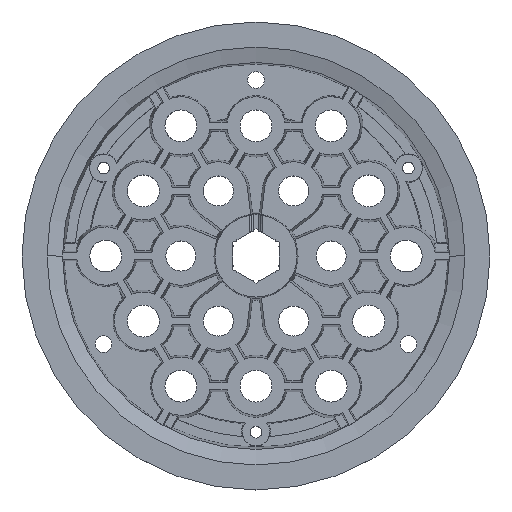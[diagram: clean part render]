
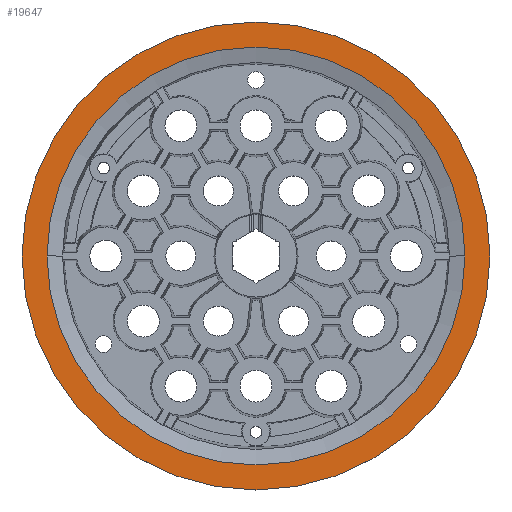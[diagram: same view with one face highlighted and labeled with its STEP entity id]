
A CAD part, top view. The second image highlights one B-rep face of the part: STEP entity #19647.
In plain terms, the highlighted planar face has unit normal (0, 0, 1).
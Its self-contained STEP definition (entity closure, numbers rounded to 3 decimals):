
#404 = VERTEX_POINT ( 'NONE', #24978 ) ;
#463 = CIRCLE ( 'NONE', #6076, 24.918 ) ;
#1796 = DIRECTION ( 'NONE',  ( 1., 0., 0. ) ) ;
#3270 = PLANE ( 'NONE',  #24291 ) ;
#3744 = EDGE_LOOP ( 'NONE', ( #21735, #6453 ) ) ;
#5329 = DIRECTION ( 'NONE',  ( -1., 0., 0. ) ) ;
#5540 = DIRECTION ( 'NONE',  ( 0., 0., 1. ) ) ;
#5801 = EDGE_CURVE ( 'NONE', #10598, #15502, #13430, .T. ) ;
#6076 = AXIS2_PLACEMENT_3D ( 'NONE', #7508, #5540, #19724 ) ;
#6453 = ORIENTED_EDGE ( 'NONE', *, *, #22205, .T. ) ;
#7139 = AXIS2_PLACEMENT_3D ( 'NONE', #25408, #23699, #21790 ) ;
#7508 = CARTESIAN_POINT ( 'NONE',  ( -1.5, -22.918, 6.5 ) ) ;
#10598 = VERTEX_POINT ( 'NONE', #23959 ) ;
#11153 = EDGE_CURVE ( 'NONE', #14046, #404, #20973, .T. ) ;
#13430 = CIRCLE ( 'NONE', #24928, 22.254 ) ;
#13451 = CARTESIAN_POINT ( 'NONE',  ( -1.5, -22.918, 6.5 ) ) ;
#14046 = VERTEX_POINT ( 'NONE', #21089 ) ;
#14531 = CIRCLE ( 'NONE', #19311, 22.254 ) ;
#15441 = DIRECTION ( 'NONE',  ( 0., 0., -1. ) ) ;
#15502 = VERTEX_POINT ( 'NONE', #20476 ) ;
#16201 = FACE_BOUND ( 'NONE', #3744, .T. ) ;
#16279 = DIRECTION ( 'NONE',  ( 0., 0., 1. ) ) ;
#16977 = EDGE_CURVE ( 'NONE', #404, #14046, #463, .T. ) ;
#18022 = CARTESIAN_POINT ( 'NONE',  ( -1.5, -22.918, 6.5 ) ) ;
#19311 = AXIS2_PLACEMENT_3D ( 'NONE', #18022, #22099, #24188 ) ;
#19352 = EDGE_LOOP ( 'NONE', ( #26454, #23148 ) ) ;
#19647 = ADVANCED_FACE ( 'NONE', ( #16201, #24921 ), #3270, .T. ) ;
#19724 = DIRECTION ( 'NONE',  ( 1., 0., 0. ) ) ;
#20476 = CARTESIAN_POINT ( 'NONE',  ( -23.754, -22.918, 6.5 ) ) ;
#20973 = CIRCLE ( 'NONE', #7139, 24.918 ) ;
#21089 = CARTESIAN_POINT ( 'NONE',  ( 23.418, -22.918, 6.5 ) ) ;
#21712 = CARTESIAN_POINT ( 'NONE',  ( -1.5, -22.918, 6.5 ) ) ;
#21735 = ORIENTED_EDGE ( 'NONE', *, *, #5801, .T. ) ;
#21790 = DIRECTION ( 'NONE',  ( 1., 0., 0. ) ) ;
#22099 = DIRECTION ( 'NONE',  ( 0., 0., -1. ) ) ;
#22205 = EDGE_CURVE ( 'NONE', #15502, #10598, #14531, .T. ) ;
#23148 = ORIENTED_EDGE ( 'NONE', *, *, #11153, .T. ) ;
#23699 = DIRECTION ( 'NONE',  ( 0., 0., 1. ) ) ;
#23959 = CARTESIAN_POINT ( 'NONE',  ( 20.754, -22.918, 6.5 ) ) ;
#24188 = DIRECTION ( 'NONE',  ( -1., 0., 0. ) ) ;
#24291 = AXIS2_PLACEMENT_3D ( 'NONE', #21712, #16279, #1796 ) ;
#24921 = FACE_OUTER_BOUND ( 'NONE', #19352, .T. ) ;
#24928 = AXIS2_PLACEMENT_3D ( 'NONE', #13451, #15441, #5329 ) ;
#24978 = CARTESIAN_POINT ( 'NONE',  ( -26.418, -22.918, 6.5 ) ) ;
#25408 = CARTESIAN_POINT ( 'NONE',  ( -1.5, -22.918, 6.5 ) ) ;
#26454 = ORIENTED_EDGE ( 'NONE', *, *, #16977, .T. ) ;
